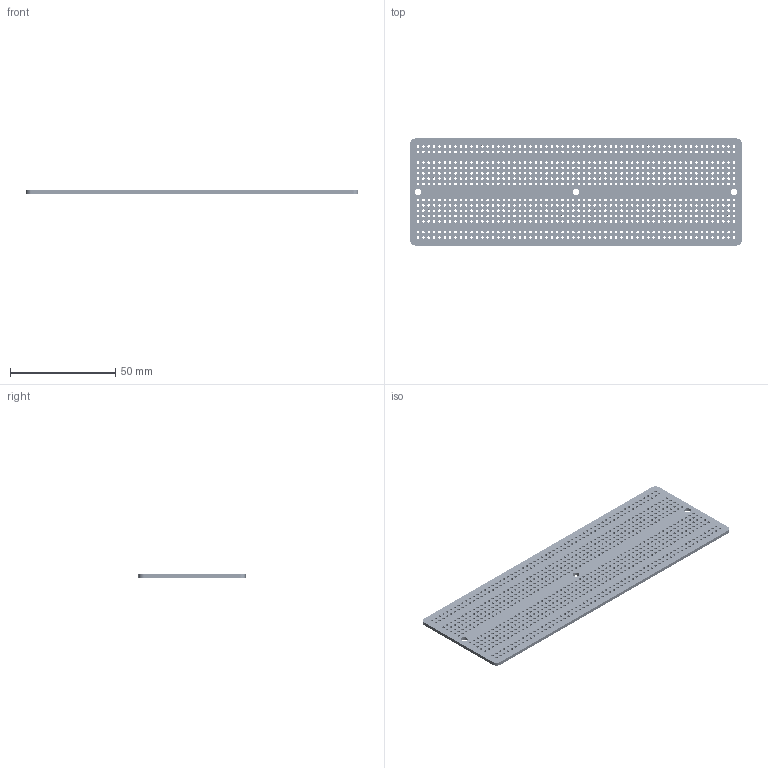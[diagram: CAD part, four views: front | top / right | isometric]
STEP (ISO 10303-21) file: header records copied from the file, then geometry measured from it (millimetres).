
FILE_DESCRIPTION(/* description */ (''),/* implementation_level */ '2;1');
FILE_NAME(/* name */ 'adafruit permaproto fullbreadboard v3.step',/* time_stamp */ '2020-07-24T10:33:12-04:00',/* author */ (''),/* organization */ (''),/* preprocessor_version */ 'ST-DEVELOPER v18.1',/* originating_system */ 'Autodesk Translation Framework v9.3.0.1241',/* authorisation */ '');
FILE_SCHEMA (('AUTOMOTIVE_DESIGN { 1 0 10303 214 3 1 1 }'));
Length unit declared in the file: millimetre
Products named in the file (3): adafruit permaproto fullbreadboard; PCB Component; Board
Assembly tree (2 placements, depth 3):
  adafruit permaproto fullbreadboard
    PCB Component
      Board
Bounding box: 157.48 x 50.8 x 1.57 mm (x, y, z)
Volume: 11021.9 mm3; surface area: 19706.9 mm2
Topology: 1 solids, 1 shells, 853 faces, 2553 edges, 1702 vertices
Faces by surface type: cylinder 847, plane 6
Full cylindrical faces by diameter (mm): 1.2 x840, 3.2 x3
Entity records: 34100 total; most frequent: DIRECTION 5963, CARTESIAN_POINT 5113, ORIENTED_EDGE 5106, EDGE_CURVE 2553, AXIS2_PLACEMENT_3D 2552, EDGE_LOOP 2539, VERTEX_POINT 1702, CIRCLE 1694
